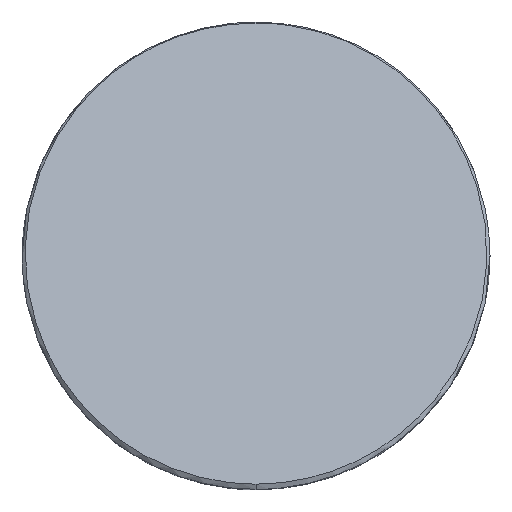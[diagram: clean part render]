
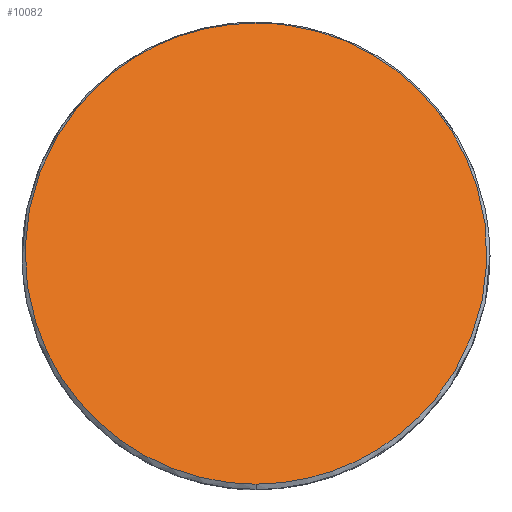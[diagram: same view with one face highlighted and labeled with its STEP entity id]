
A CAD part, top view. The second image highlights one B-rep face of the part: STEP entity #10082.
In plain terms, the highlighted planar face has unit normal (0, 0.707, 0.707).
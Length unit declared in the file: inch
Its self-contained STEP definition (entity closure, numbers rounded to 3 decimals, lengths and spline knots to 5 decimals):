
#19 = CARTESIAN_POINT ( 'NONE',  ( 0.07955, 0.23642, -0.06938 ) ) ;
#655 = CARTESIAN_POINT ( 'NONE',  ( -0.98425, 0.25, -0.08296 ) ) ;
#697 = CARTESIAN_POINT ( 'NONE',  ( -0.03219, 0.24707, -0.08003 ) ) ;
#730 = B_SPLINE_CURVE_WITH_KNOTS ( 'NONE', 3,
 ( #4071, #7275, #8315, #2040, #9350, #3093, #10396, #4156, #11461, #5205, #12508, #6258, #13550, #7327, #1025, #8356, #2086, #9398, #3135, #10442, #4207, #11504, #5251, #12555, #6306, #19, #7371, #1073, #8401, #2127, #9446, #3183 ),
 .UNSPECIFIED., .F., .F.,
 ( 4, 2, 2, 2, 2, 2, 2, 2, 2, 2, 2, 2, 2, 2, 2, 4 ),
 ( 0.5, 0.53125, 0.5625, 0.59375, 0.625, 0.65625, 0.6875, 0.71875, 0.75, 0.8125, 0.875, 0.90625, 0.9375, 0.96875, 0.98438, 1. ),
 .UNSPECIFIED. ) ;
#737 = CARTESIAN_POINT ( 'NONE',  ( -0.23885, 0.06624, 0.10079 ) ) ;
#786 = CARTESIAN_POINT ( 'NONE',  ( -0.03235, -0.24283, 0.40985 ) ) ;
#1025 = CARTESIAN_POINT ( 'NONE',  ( 0.23885, -0.06163, 0.22865 ) ) ;
#1073 = CARTESIAN_POINT ( 'NONE',  ( 0.04024, 0.24587, -0.07883 ) ) ;
#1248 = B_SPLINE_CURVE_WITH_KNOTS ( 'NONE', 3,
 ( #11129, #4881, #5933, #13221, #6995, #697, #8035, #1758, #9067, #2806, #10118, #3870, #11170, #4923, #12235, #5972, #13264, #7038, #737, #8077, #1800, #9107, #2853, #10159, #3915, #11214, #4964, #12275, #6016, #13308, #7079, #786, #8119, #1845 ),
 .UNSPECIFIED., .F., .F.,
 ( 4, 2, 2, 2, 2, 2, 2, 2, 2, 2, 2, 2, 2, 2, 2, 2, 4 ),
 ( 0., 0.00781, 0.01563, 0.03125, 0.0625, 0.09375, 0.125, 0.15625, 0.1875, 0.21875, 0.25, 0.3125, 0.375, 0.40625, 0.4375, 0.46875, 0.5 ),
 .UNSPECIFIED. ) ;
#1493 = ORIENTED_EDGE ( 'NONE', *, *, #8827, .T. ) ;
#1715 = DIRECTION ( 'NONE',  ( 0., 0.707, 0.707 ) ) ;
#1758 = CARTESIAN_POINT ( 'NONE',  ( -0.06392, 0.24116, -0.07412 ) ) ;
#1800 = CARTESIAN_POINT ( 'NONE',  ( -0.24674, 0.01841, 0.14861 ) ) ;
#1845 = CARTESIAN_POINT ( 'NONE',  ( 0., -0.24443, 0.41145 ) ) ;
#2040 = CARTESIAN_POINT ( 'NONE',  ( 0.06392, -0.23655, 0.40357 ) ) ;
#2086 = CARTESIAN_POINT ( 'NONE',  ( 0.24674, -0.0138, 0.18083 ) ) ;
#2127 = CARTESIAN_POINT ( 'NONE',  ( 0.01618, 0.24865, -0.0816 ) ) ;
#2366 = VERTEX_POINT ( 'NONE', #7301 ) ;
#2806 = CARTESIAN_POINT ( 'NONE',  ( -0.10929, 0.2241, -0.05706 ) ) ;
#2853 = CARTESIAN_POINT ( 'NONE',  ( -0.24028, -0.06235, 0.22938 ) ) ;
#3093 = CARTESIAN_POINT ( 'NONE',  ( 0.10929, -0.21949, 0.38651 ) ) ;
#3135 = CARTESIAN_POINT ( 'NONE',  ( 0.24028, 0.06696, 0.10007 ) ) ;
#3183 = CARTESIAN_POINT ( 'NONE',  ( 0., 0.24904, -0.082 ) ) ;
#3870 = CARTESIAN_POINT ( 'NONE',  ( -0.15047, 0.19852, -0.03148 ) ) ;
#3915 = CARTESIAN_POINT ( 'NONE',  ( -0.19724, -0.14939, 0.31641 ) ) ;
#4071 = CARTESIAN_POINT ( 'NONE',  ( 0., -0.24443, 0.41145 ) ) ;
#4156 = CARTESIAN_POINT ( 'NONE',  ( 0.15047, -0.19391, 0.36092 ) ) ;
#4207 = CARTESIAN_POINT ( 'NONE',  ( 0.19724, 0.154, 0.01304 ) ) ;
#4881 = CARTESIAN_POINT ( 'NONE',  ( -0.00407, 0.24904, -0.082 ) ) ;
#4923 = CARTESIAN_POINT ( 'NONE',  ( -0.18586, 0.16539, 0.00165 ) ) ;
#4964 = CARTESIAN_POINT ( 'NONE',  ( -0.15047, -0.1939, 0.36092 ) ) ;
#5205 = CARTESIAN_POINT ( 'NONE',  ( 0.18586, -0.16078, 0.3278 ) ) ;
#5236 = EDGE_LOOP ( 'NONE', ( #8743, #1493 ) ) ;
#5251 = CARTESIAN_POINT ( 'NONE',  ( 0.15047, 0.19852, -0.03148 ) ) ;
#5933 = CARTESIAN_POINT ( 'NONE',  ( -0.00809, 0.24894, -0.0819 ) ) ;
#5972 = CARTESIAN_POINT ( 'NONE',  ( -0.21411, 0.12599, 0.04104 ) ) ;
#6016 = CARTESIAN_POINT ( 'NONE',  ( -0.10929, -0.21949, 0.3865 ) ) ;
#6258 = CARTESIAN_POINT ( 'NONE',  ( 0.21411, -0.12138, 0.2884 ) ) ;
#6306 = CARTESIAN_POINT ( 'NONE',  ( 0.10929, 0.2241, -0.05706 ) ) ;
#6334 = FACE_OUTER_BOUND ( 'NONE', #5236, .T. ) ;
#6560 = AXIS2_PLACEMENT_3D ( 'NONE', #655, #1715, #9020 ) ;
#6948 = PLANE ( 'NONE',  #6560 ) ;
#6995 = CARTESIAN_POINT ( 'NONE',  ( -0.02018, 0.24825, -0.08121 ) ) ;
#7038 = CARTESIAN_POINT ( 'NONE',  ( -0.23412, 0.08185, 0.08519 ) ) ;
#7079 = CARTESIAN_POINT ( 'NONE',  ( -0.06392, -0.23655, 0.40356 ) ) ;
#7275 = CARTESIAN_POINT ( 'NONE',  ( 0.01609, -0.24443, 0.41145 ) ) ;
#7301 = CARTESIAN_POINT ( 'NONE',  ( 0., 0.24904, -0.082 ) ) ;
#7327 = CARTESIAN_POINT ( 'NONE',  ( 0.23412, -0.07723, 0.24426 ) ) ;
#7371 = CARTESIAN_POINT ( 'NONE',  ( 0.06392, 0.24116, -0.07412 ) ) ;
#7373 = CARTESIAN_POINT ( 'NONE',  ( 0., -0.24443, 0.41145 ) ) ;
#8035 = CARTESIAN_POINT ( 'NONE',  ( -0.04024, 0.24587, -0.07883 ) ) ;
#8077 = CARTESIAN_POINT ( 'NONE',  ( -0.24514, 0.03464, 0.13239 ) ) ;
#8119 = CARTESIAN_POINT ( 'NONE',  ( -0.01609, -0.24443, 0.41145 ) ) ;
#8315 = CARTESIAN_POINT ( 'NONE',  ( 0.03235, -0.24283, 0.40984 ) ) ;
#8356 = CARTESIAN_POINT ( 'NONE',  ( 0.24514, -0.03003, 0.19706 ) ) ;
#8401 = CARTESIAN_POINT ( 'NONE',  ( 0.03219, 0.24707, -0.08002 ) ) ;
#8743 = ORIENTED_EDGE ( 'NONE', *, *, #12659, .T. ) ;
#8827 = EDGE_CURVE ( 'NONE', #13263, #2366, #730, .T. ) ;
#9020 = DIRECTION ( 'NONE',  ( 0., -0.707, 0.707 ) ) ;
#9067 = CARTESIAN_POINT ( 'NONE',  ( -0.07955, 0.23642, -0.06938 ) ) ;
#9107 = CARTESIAN_POINT ( 'NONE',  ( -0.24674, -0.02991, 0.19694 ) ) ;
#9350 = CARTESIAN_POINT ( 'NONE',  ( 0.07955, -0.23181, 0.39882 ) ) ;
#9398 = CARTESIAN_POINT ( 'NONE',  ( 0.24674, 0.03452, 0.13251 ) ) ;
#9446 = CARTESIAN_POINT ( 'NONE',  ( 0.00802, 0.24905, -0.082 ) ) ;
#10082 = ADVANCED_FACE ( 'NONE', ( #6334 ), #6948, .T. ) ;
#10118 = CARTESIAN_POINT ( 'NONE',  ( -0.12369, 0.21641, -0.04937 ) ) ;
#10159 = CARTESIAN_POINT ( 'NONE',  ( -0.21563, -0.12188, 0.2889 ) ) ;
#10396 = CARTESIAN_POINT ( 'NONE',  ( 0.12369, -0.21179, 0.37881 ) ) ;
#10442 = CARTESIAN_POINT ( 'NONE',  ( 0.21563, 0.12649, 0.04054 ) ) ;
#11129 = CARTESIAN_POINT ( 'NONE',  ( 0., 0.24904, -0.082 ) ) ;
#11170 = CARTESIAN_POINT ( 'NONE',  ( -0.16308, 0.18816, -0.02112 ) ) ;
#11214 = CARTESIAN_POINT ( 'NONE',  ( -0.16308, -0.18355, 0.35057 ) ) ;
#11461 = CARTESIAN_POINT ( 'NONE',  ( 0.16308, -0.18355, 0.35057 ) ) ;
#11504 = CARTESIAN_POINT ( 'NONE',  ( 0.16308, 0.18816, -0.02113 ) ) ;
#12235 = CARTESIAN_POINT ( 'NONE',  ( -0.19621, 0.15278, 0.01426 ) ) ;
#12275 = CARTESIAN_POINT ( 'NONE',  ( -0.12369, -0.2118, 0.37881 ) ) ;
#12508 = CARTESIAN_POINT ( 'NONE',  ( 0.19621, -0.14817, 0.31519 ) ) ;
#12555 = CARTESIAN_POINT ( 'NONE',  ( 0.12369, 0.21641, -0.04937 ) ) ;
#12659 = EDGE_CURVE ( 'NONE', #2366, #13263, #1248, .T. ) ;
#13221 = CARTESIAN_POINT ( 'NONE',  ( -0.01613, 0.24855, -0.08151 ) ) ;
#13263 = VERTEX_POINT ( 'NONE', #7373 ) ;
#13264 = CARTESIAN_POINT ( 'NONE',  ( -0.22179, 0.11161, 0.05542 ) ) ;
#13308 = CARTESIAN_POINT ( 'NONE',  ( -0.07955, -0.23181, 0.39883 ) ) ;
#13550 = CARTESIAN_POINT ( 'NONE',  ( 0.22179, -0.107, 0.27402 ) ) ;
